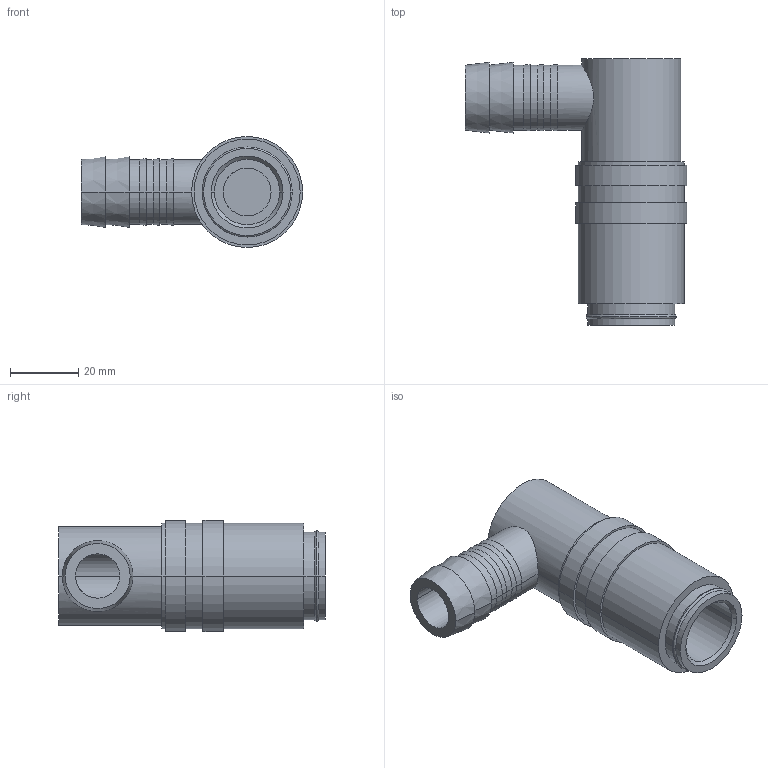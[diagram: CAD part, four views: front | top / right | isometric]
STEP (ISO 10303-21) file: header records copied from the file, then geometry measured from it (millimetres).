
FILE_DESCRIPTION(('STEP AP214'),'1');
FILE_NAME('eshg_19_tl-90ab.stp','2020-04-22T06:06:20',('TraceParts'),('TraceParts S.A.'),'Spatial InterOp 3D',' ',' ');
FILE_SCHEMA(('automotive_design'));
Length unit declared in the file: millimetre
Products named in the file (1): 1
Bounding box: 64.75 x 78 x 32.5 mm (x, y, z)
Volume: 44780.1 mm3; surface area: 16718.3 mm2
Topology: 1 solids, 1 shells, 62 faces, 128 edges, 80 vertices
Faces by surface type: cylinder 30, plane 16, cone 12, torus 4
Entity records: 2316 total; most frequent: CARTESIAN_POINT 421, DIRECTION 326, ORIENTED_EDGE 256, AXIS2_PLACEMENT_3D 141, EDGE_CURVE 128, VERTEX_POINT 80, CIRCLE 78, EDGE_LOOP 76
